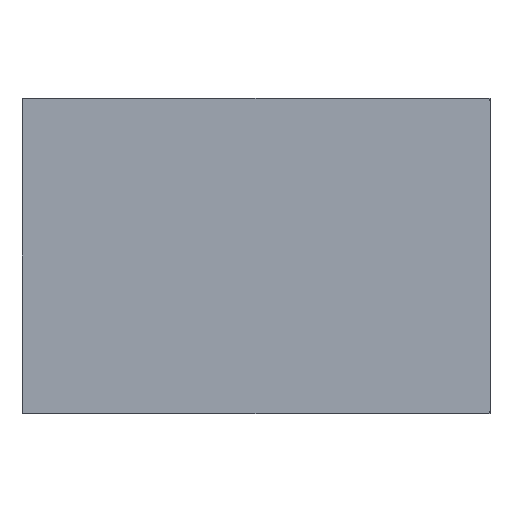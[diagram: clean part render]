
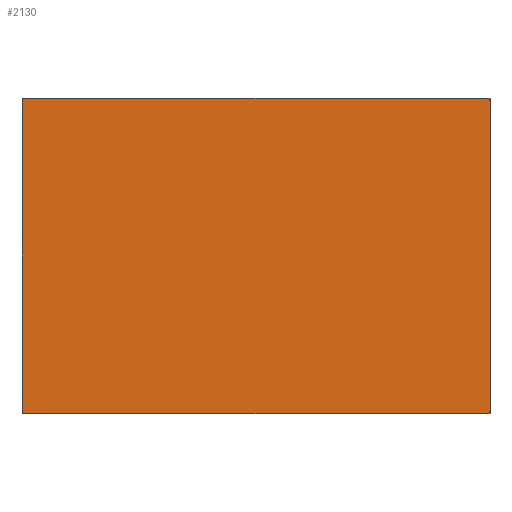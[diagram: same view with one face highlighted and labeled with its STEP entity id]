
A CAD part, front view. The second image highlights one B-rep face of the part: STEP entity #2130.
In plain terms, the highlighted planar face has unit normal (0, -1, 0).
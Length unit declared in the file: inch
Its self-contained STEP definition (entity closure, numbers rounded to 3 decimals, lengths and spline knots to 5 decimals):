
#1 = CARTESIAN_POINT ( 'NONE',  ( 0.77559, -0.29528, 0.51969 ) ) ;
#16 = FACE_OUTER_BOUND ( 'NONE', #2150, .T. ) ;
#132 = CARTESIAN_POINT ( 'NONE',  ( 0.7874, -0.29528, 0.51969 ) ) ;
#168 = ORIENTED_EDGE ( 'NONE', *, *, #2910, .F. ) ;
#180 = EDGE_CURVE ( 'NONE', #1091, #620, #2430, .T. ) ;
#222 = CARTESIAN_POINT ( 'NONE',  ( 0.7874, -0.29528, -0.51969 ) ) ;
#240 = LINE ( 'NONE', #473, #1745 ) ;
#282 = CARTESIAN_POINT ( 'NONE',  ( -0.7874, -0.29528, 0.51969 ) ) ;
#305 = VERTEX_POINT ( 'NONE', #2521 ) ;
#381 = CARTESIAN_POINT ( 'NONE',  ( 0.77559, -0.29528, 0.5315 ) ) ;
#442 = DIRECTION ( 'NONE',  ( 0., 0., -1. ) ) ;
#473 = CARTESIAN_POINT ( 'NONE',  ( 0.77559, -0.29528, 0.5315 ) ) ;
#494 = CIRCLE ( 'NONE', #2246, 0.01181 ) ;
#504 = CIRCLE ( 'NONE', #2517, 0.01181 ) ;
#514 = PLANE ( 'NONE',  #2358 ) ;
#519 = VERTEX_POINT ( 'NONE', #1060 ) ;
#521 = ORIENTED_EDGE ( 'NONE', *, *, #3144, .F. ) ;
#546 = DIRECTION ( 'NONE',  ( 0., 1., 0. ) ) ;
#596 = EDGE_CURVE ( 'NONE', #1637, #3145, #1105, .T. ) ;
#616 = LINE ( 'NONE', #2307, #1579 ) ;
#620 = VERTEX_POINT ( 'NONE', #1238 ) ;
#709 = ORIENTED_EDGE ( 'NONE', *, *, #1913, .F. ) ;
#1039 = DIRECTION ( 'NONE',  ( -1., 0., 0. ) ) ;
#1060 = CARTESIAN_POINT ( 'NONE',  ( -0.7874, -0.29528, -0.51969 ) ) ;
#1078 = EDGE_CURVE ( 'NONE', #305, #3092, #616, .T. ) ;
#1091 = VERTEX_POINT ( 'NONE', #132 ) ;
#1105 = CIRCLE ( 'NONE', #2902, 0.01181 ) ;
#1137 = ORIENTED_EDGE ( 'NONE', *, *, #180, .F. ) ;
#1182 = VERTEX_POINT ( 'NONE', #381 ) ;
#1211 = DIRECTION ( 'NONE',  ( 1., 0., 0. ) ) ;
#1238 = CARTESIAN_POINT ( 'NONE',  ( 0.7874, -0.29528, -0.51969 ) ) ;
#1262 = CARTESIAN_POINT ( 'NONE',  ( -0.77559, -0.29528, 0.5315 ) ) ;
#1507 = VECTOR ( 'NONE', #2399, 39.37008 ) ;
#1524 = DIRECTION ( 'NONE',  ( 0., 0., -1. ) ) ;
#1532 = AXIS2_PLACEMENT_3D ( 'NONE', #1, #2516, #1524 ) ;
#1558 = ORIENTED_EDGE ( 'NONE', *, *, #2856, .F. ) ;
#1579 = VECTOR ( 'NONE', #1039, 39.37008 ) ;
#1637 = VERTEX_POINT ( 'NONE', #2760 ) ;
#1669 = EDGE_CURVE ( 'NONE', #519, #1637, #2995, .T. ) ;
#1722 = CARTESIAN_POINT ( 'NONE',  ( -0.77559, -0.29528, -0.5315 ) ) ;
#1745 = VECTOR ( 'NONE', #1211, 39.37008 ) ;
#1820 = ORIENTED_EDGE ( 'NONE', *, *, #1669, .F. ) ;
#1904 = DIRECTION ( 'NONE',  ( 0., 1., 0. ) ) ;
#1913 = EDGE_CURVE ( 'NONE', #620, #305, #494, .T. ) ;
#1960 = CARTESIAN_POINT ( 'NONE',  ( -0.77559, -0.29528, -0.51969 ) ) ;
#1993 = VECTOR ( 'NONE', #2744, 39.37008 ) ;
#2062 = ORIENTED_EDGE ( 'NONE', *, *, #596, .F. ) ;
#2130 = ADVANCED_FACE ( 'NONE', ( #16 ), #514, .F. ) ;
#2143 = DIRECTION ( 'NONE',  ( 0., 0., -1. ) ) ;
#2150 = EDGE_LOOP ( 'NONE', ( #2715, #709, #1137, #168, #521, #2062, #1820, #1558 ) ) ;
#2237 = CARTESIAN_POINT ( 'NONE',  ( 0., -0.29528, 0. ) ) ;
#2246 = AXIS2_PLACEMENT_3D ( 'NONE', #2870, #1904, #2143 ) ;
#2307 = CARTESIAN_POINT ( 'NONE',  ( -0.77559, -0.29528, -0.5315 ) ) ;
#2358 = AXIS2_PLACEMENT_3D ( 'NONE', #2237, #546, #2500 ) ;
#2399 = DIRECTION ( 'NONE',  ( 0., 0., -1. ) ) ;
#2430 = LINE ( 'NONE', #222, #1507 ) ;
#2500 = DIRECTION ( 'NONE',  ( 0., 0., 1. ) ) ;
#2516 = DIRECTION ( 'NONE',  ( 0., 1., 0. ) ) ;
#2517 = AXIS2_PLACEMENT_3D ( 'NONE', #1960, #2686, #2968 ) ;
#2521 = CARTESIAN_POINT ( 'NONE',  ( 0.77559, -0.29528, -0.5315 ) ) ;
#2648 = DIRECTION ( 'NONE',  ( 0., 1., 0. ) ) ;
#2686 = DIRECTION ( 'NONE',  ( 0., 1., 0. ) ) ;
#2715 = ORIENTED_EDGE ( 'NONE', *, *, #1078, .F. ) ;
#2744 = DIRECTION ( 'NONE',  ( 0., 0., 1. ) ) ;
#2760 = CARTESIAN_POINT ( 'NONE',  ( -0.7874, -0.29528, 0.51969 ) ) ;
#2856 = EDGE_CURVE ( 'NONE', #3092, #519, #504, .T. ) ;
#2870 = CARTESIAN_POINT ( 'NONE',  ( 0.77559, -0.29528, -0.51969 ) ) ;
#2878 = CARTESIAN_POINT ( 'NONE',  ( -0.77559, -0.29528, 0.51969 ) ) ;
#2902 = AXIS2_PLACEMENT_3D ( 'NONE', #2878, #2648, #442 ) ;
#2910 = EDGE_CURVE ( 'NONE', #1182, #1091, #3088, .T. ) ;
#2968 = DIRECTION ( 'NONE',  ( 0., 0., -1. ) ) ;
#2995 = LINE ( 'NONE', #282, #1993 ) ;
#3088 = CIRCLE ( 'NONE', #1532, 0.01181 ) ;
#3092 = VERTEX_POINT ( 'NONE', #1722 ) ;
#3144 = EDGE_CURVE ( 'NONE', #3145, #1182, #240, .T. ) ;
#3145 = VERTEX_POINT ( 'NONE', #1262 ) ;
